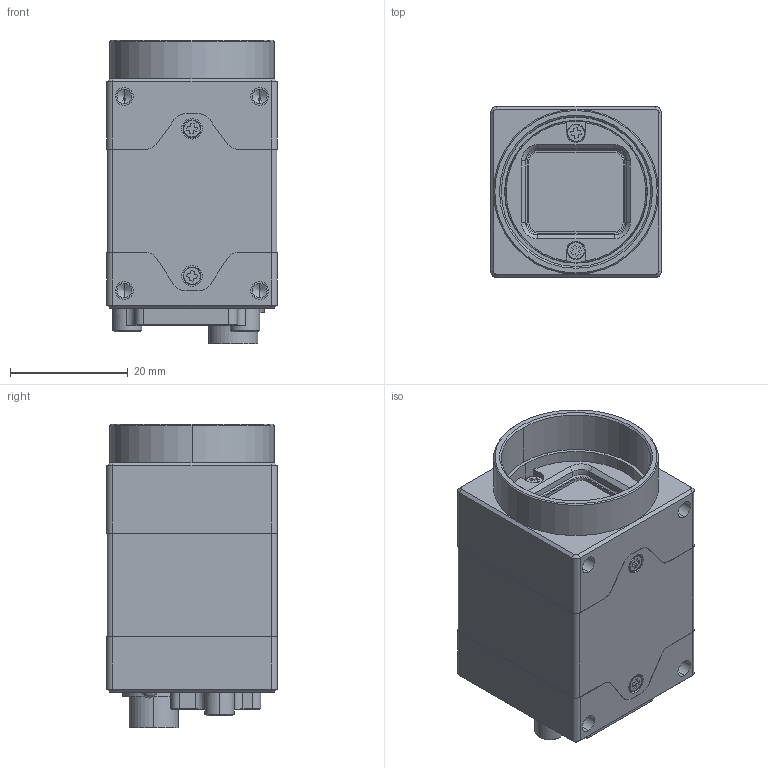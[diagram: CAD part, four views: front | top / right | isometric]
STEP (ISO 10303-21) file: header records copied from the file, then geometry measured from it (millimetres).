
FILE_DESCRIPTION (( 'STEP AP203' ), '1' );
FILE_NAME ('BFS-XL-03-R0.STEP', '2019-03-04T17:33:04', ( '' ), ( '' ), 'SwSTEP 2.0', 'SolidWorks 2018', '' );
FILE_SCHEMA (( 'CONFIG_CONTROL_DESIGN' ));
Length unit declared in the file: millimetre
Products named in the file (1): BFS-XL-03-R0
Bounding box: 29 x 29 x 51.51 mm (x, y, z)
Volume: 31310.5 mm3; surface area: 9089.1 mm2
Topology: 1 solids, 1 shells, 413 faces, 1035 edges, 654 vertices
Faces by surface type: plane 214, cylinder 118, cone 68, bspline 13
Entity records: 12563 total; most frequent: CARTESIAN_POINT 2504, DIRECTION 2127, ORIENTED_EDGE 2046, EDGE_CURVE 1023, AXIS2_PLACEMENT_3D 733, LINE 661, VECTOR 661, VERTEX_POINT 654
